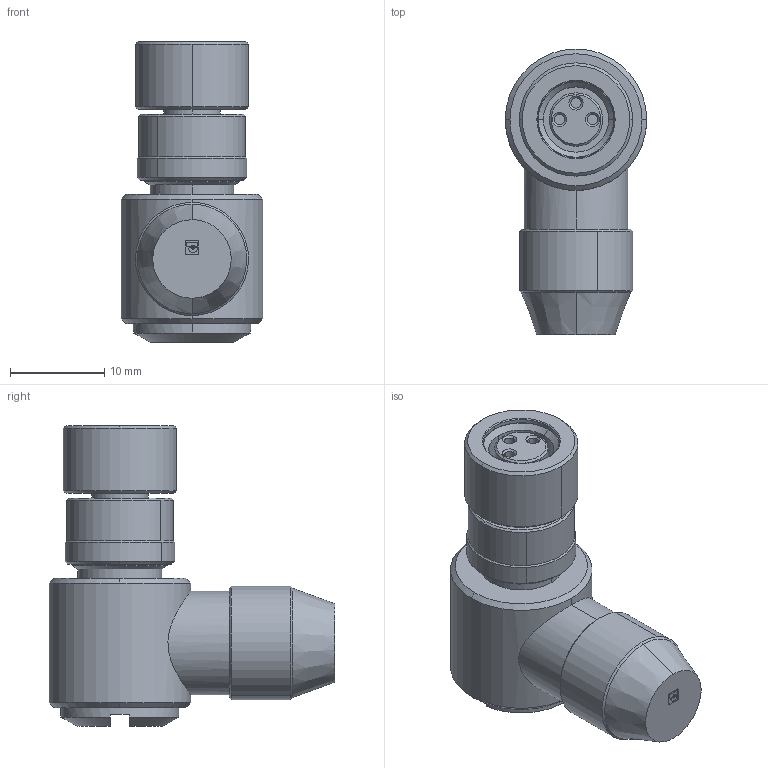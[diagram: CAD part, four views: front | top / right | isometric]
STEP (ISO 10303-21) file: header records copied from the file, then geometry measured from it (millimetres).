
FILE_DESCRIPTION(('SolidDesigner STEP Export'),'2;1');
FILE_NAME('1436479.stp','2009-05-05T 8:33:29',(''),(''),'CoCreate Modeling STEP processor for AP214 (Solid Model)','CoCreate Modeling 16.00A 16-Aug-2008 (C) Parametric Technology GmbH','');
FILE_SCHEMA(('AUTOMOTIVE_DESIGN { 1 0 10303 214 1 1 1 1 }'));
Length unit declared in the file: millimetre
Products named in the file (2): 1436479
Assembly tree (1 placements, depth 2):
  1436479
    1436479
Bounding box: 15 x 30.3 x 31.9 mm (x, y, z)
Volume: 5666.8 mm3; surface area: 2658.9 mm2
Topology: 1 solids, 1 shells, 124 faces, 328 edges, 222 vertices
Faces by surface type: cylinder 54, cone 36, plane 34
Entity records: 3575 total; most frequent: ORIENTED_EDGE 656, CARTESIAN_POINT 574, DIRECTION 475, EDGE_CURVE 328, VERTEX_POINT 222, AXIS2_PLACEMENT_3D 173, EDGE_LOOP 140, VECTOR 129
